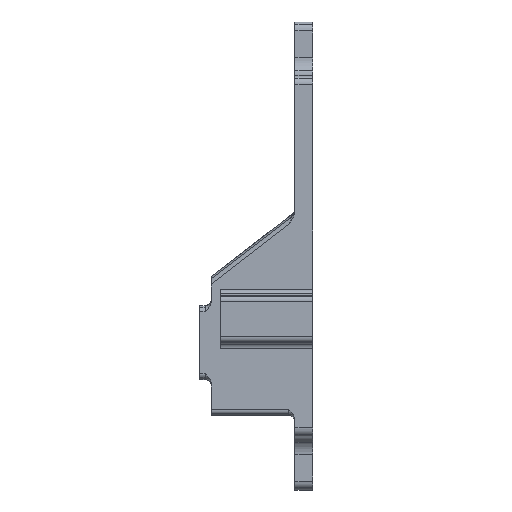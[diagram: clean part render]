
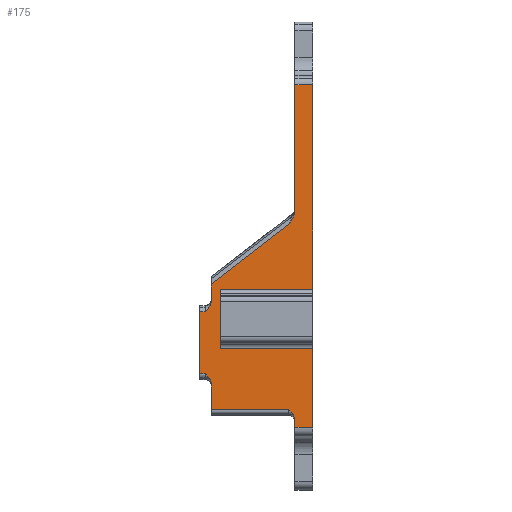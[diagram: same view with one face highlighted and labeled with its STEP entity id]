
A CAD part, left-side view. The second image highlights one B-rep face of the part: STEP entity #175.
In plain terms, the highlighted planar face has unit normal (-1, 0, 0).
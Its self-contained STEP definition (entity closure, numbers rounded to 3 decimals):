
#175=ADVANCED_FACE('0:20950',(#464),#465,.T.);
#464=FACE_OUTER_BOUND('',#2684,.T.);
#465=PLANE('',#2685);
#2684=EDGE_LOOP('',(#3778,#3779,#3780,#3781,#3782,#3783,#3784,#3785,#3786,#3787,#3788,#3789,#3790,#3791,#3792,#3793,#3794,#3795,#3796,#3797));
#2685=AXIS2_PLACEMENT_3D('',#3798,#3799,#3800);
#3778=ORIENTED_EDGE('',*,*,#4515,.F.);
#3779=ORIENTED_EDGE('',*,*,#4500,.F.);
#3780=ORIENTED_EDGE('',*,*,#4442,.F.);
#3781=ORIENTED_EDGE('',*,*,#4440,.F.);
#3782=ORIENTED_EDGE('',*,*,#4438,.F.);
#3783=ORIENTED_EDGE('',*,*,#4436,.F.);
#3784=ORIENTED_EDGE('',*,*,#4434,.F.);
#3785=ORIENTED_EDGE('',*,*,#4432,.F.);
#3786=ORIENTED_EDGE('',*,*,#4430,.T.);
#3787=ORIENTED_EDGE('',*,*,#4429,.F.);
#3788=ORIENTED_EDGE('',*,*,#4426,.F.);
#3789=ORIENTED_EDGE('',*,*,#4513,.F.);
#3790=ORIENTED_EDGE('',*,*,#4516,.F.);
#3791=ORIENTED_EDGE('',*,*,#4517,.F.);
#3792=ORIENTED_EDGE('',*,*,#4463,.T.);
#3793=ORIENTED_EDGE('',*,*,#4423,.F.);
#3794=ORIENTED_EDGE('',*,*,#4421,.T.);
#3795=ORIENTED_EDGE('',*,*,#4419,.F.);
#3796=ORIENTED_EDGE('',*,*,#4462,.T.);
#3797=ORIENTED_EDGE('',*,*,#4195,.F.);
#3798=CARTESIAN_POINT('',(0.5,-32.99,39.25));
#3799=DIRECTION('',(-1.0,-0.0,0.0));
#3800=DIRECTION('',(0.0,-0.0,-1.0));
#4195=EDGE_CURVE('0:21658',#4728,#4730,#4731,.T.);
#4419=EDGE_CURVE('0:21391',#5107,#5109,#5110,.T.);
#4421=EDGE_CURVE('0:21394',#5112,#5109,#5113,.F.);
#4423=EDGE_CURVE('0:21400',#5112,#5115,#5116,.T.);
#4426=EDGE_CURVE('0:21409',#5118,#5120,#5121,.T.);
#4429=EDGE_CURVE('0:21418',#5120,#5123,#5125,.F.);
#4430=EDGE_CURVE('0:21421',#5126,#5123,#5127,.F.);
#4432=EDGE_CURVE('0:21427',#5126,#5129,#5130,.T.);
#4434=EDGE_CURVE('0:21433',#5129,#5132,#5133,.F.);
#4436=EDGE_CURVE('0:21442',#5132,#5135,#5136,.T.);
#4438=EDGE_CURVE('0:21445',#5135,#5138,#5139,.T.);
#4440=EDGE_CURVE('0:21454',#5138,#5141,#5142,.F.);
#4442=EDGE_CURVE('0:21460',#5141,#5144,#5145,.T.);
#4462=EDGE_CURVE('0:21523',#5107,#4730,#5173,.F.);
#4463=EDGE_CURVE('0:21526',#5174,#5115,#5175,.F.);
#4500=EDGE_CURVE('0:21661',#5144,#5225,#5226,.T.);
#4513=EDGE_CURVE('0:21700',#5245,#5118,#5246,.T.);
#4515=EDGE_CURVE('0:21706',#5225,#4728,#5248,.T.);
#4516=EDGE_CURVE('0:21709',#5249,#5245,#5250,.T.);
#4517=EDGE_CURVE('0:21712',#5174,#5249,#5251,.T.);
#4728=VERTEX_POINT('',#5529);
#4730=VERTEX_POINT('',#5531);
#4731=LINE('',#5532,#5533);
#5107=VERTEX_POINT('',#6112);
#5109=VERTEX_POINT('',#6114);
#5110=LINE('',#6115,#6116);
#5112=VERTEX_POINT('',#6118);
#5113=LINE('',#6119,#6120);
#5115=VERTEX_POINT('',#6122);
#5116=LINE('',#6123,#6124);
#5118=VERTEX_POINT('',#6126);
#5120=VERTEX_POINT('',#6128);
#5121=LINE('',#6129,#6130);
#5123=VERTEX_POINT('',#6132);
#5125=LINE('',#6134,#6135);
#5126=VERTEX_POINT('',#6136);
#5127=B_SPLINE_CURVE_WITH_KNOTS('',3,(#6137,#6138,#6139,#6140,#6141,#6142,#6143,#6144,#6145,#6146,#6147,#6148,#6149,#6150,#6151,#6152),.UNSPECIFIED.,.F.,.F.,(4,3,3,3,3,4),(0.005,0.006,0.006,0.007,0.007,0.007),.UNSPECIFIED.);
#5129=VERTEX_POINT('',#6154);
#5130=LINE('',#6155,#6156);
#5132=VERTEX_POINT('',#6158);
#5133=LINE('',#6159,#6160);
#5135=VERTEX_POINT('',#6162);
#5136=LINE('',#6163,#6164);
#5138=VERTEX_POINT('',#6166);
#5139=B_SPLINE_CURVE_WITH_KNOTS('',3,(#6167,#6168,#6169,#6170,#6171,#6172,#6173,#6174,#6175,#6176,#6177,#6178,#6179,#6180,#6181,#6182),.UNSPECIFIED.,.F.,.F.,(4,3,3,3,3,4),(0.0,0.,0.001,0.001,0.002,0.002),.UNSPECIFIED.);
#5141=VERTEX_POINT('',#6184);
#5142=LINE('',#6185,#6186);
#5144=VERTEX_POINT('',#6188);
#5145=LINE('',#6189,#6190);
#5173=LINE('',#6242,#6243);
#5174=VERTEX_POINT('',#6244);
#5175=LINE('',#6245,#6246);
#5225=VERTEX_POINT('',#6318);
#5226=B_SPLINE_CURVE_WITH_KNOTS('',3,(#6319,#6320,#6321,#6322,#6323,#6324,#6325,#6326),.UNSPECIFIED.,.F.,.F.,(4,2,2,4),(0.,0.0,0.002,0.003),.UNSPECIFIED.);
#5245=VERTEX_POINT('',#6395);
#5246=B_SPLINE_CURVE_WITH_KNOTS('',3,(#6396,#6397,#6398,#6399,#6400,#6401,#6402,#6403,#6404,#6405,#6406,#6407,#6408,#6409,#6410,#6411),.UNSPECIFIED.,.F.,.F.,(4,3,3,3,3,4),(0.005,0.006,0.006,0.007,0.007,0.007),.UNSPECIFIED.);
#5248=LINE('',#6413,#6414);
#5249=VERTEX_POINT('',#6415);
#5250=LINE('',#6416,#6417);
#5251=LINE('',#6418,#6419);
#5529=CARTESIAN_POINT('',(0.5,-32.99,68.0));
#5531=CARTESIAN_POINT('',(0.5,-35.99,68.0));
#5532=CARTESIAN_POINT('',(0.5,-32.99,68.0));
#5533=VECTOR('',#6664,1.0);
#6112=CARTESIAN_POINT('',(0.5,-35.99,33.75));
#6114=CARTESIAN_POINT('',(0.5,-20.56,33.75));
#6115=CARTESIAN_POINT('',(0.5,-34.74,33.75));
#6116=VECTOR('',#7106,1.0);
#6118=CARTESIAN_POINT('',(0.5,-20.56,23.75));
#6119=CARTESIAN_POINT('',(0.5,-20.56,39.25));
#6120=VECTOR('',#7110,1.0);
#6122=CARTESIAN_POINT('',(0.5,-35.99,23.75));
#6123=CARTESIAN_POINT('',(0.5,-34.74,23.75));
#6124=VECTOR('',#7114,1.0);
#6126=CARTESIAN_POINT('',(0.5,-31.99,13.55));
#6128=CARTESIAN_POINT('',(0.5,-18.99,13.55));
#6129=CARTESIAN_POINT('',(0.5,-32.99,13.55));
#6130=VECTOR('',#7121,1.0);
#6132=CARTESIAN_POINT('',(0.5,-18.99,17.868));
#6134=CARTESIAN_POINT('',(0.5,-18.99,48.25));
#6135=VECTOR('',#7128,1.0);
#6136=CARTESIAN_POINT('',(0.5,-17.99,19.6));
#6137=CARTESIAN_POINT('',(0.5,-18.99,17.868));
#6138=CARTESIAN_POINT('',(0.5,-18.99,18.047));
#6139=CARTESIAN_POINT('',(0.5,-18.949,18.246));
#6140=CARTESIAN_POINT('',(0.5,-18.879,18.426));
#6141=CARTESIAN_POINT('',(0.5,-18.843,18.518));
#6142=CARTESIAN_POINT('',(0.5,-18.801,18.604));
#6143=CARTESIAN_POINT('',(0.5,-18.754,18.686));
#6144=CARTESIAN_POINT('',(0.5,-18.62,18.922));
#6145=CARTESIAN_POINT('',(0.5,-18.424,19.154));
#6146=CARTESIAN_POINT('',(0.5,-18.224,19.363));
#6147=CARTESIAN_POINT('',(0.5,-18.147,19.443));
#6148=CARTESIAN_POINT('',(0.5,-18.07,19.52));
#6149=CARTESIAN_POINT('',(0.5,-17.996,19.594));
#6150=CARTESIAN_POINT('',(0.5,-17.994,19.596));
#6151=CARTESIAN_POINT('',(0.5,-17.992,19.598));
#6152=CARTESIAN_POINT('',(0.5,-17.99,19.6));
#6154=CARTESIAN_POINT('',(0.5,-16.99,19.6));
#6155=CARTESIAN_POINT('',(0.5,-25.99,19.6));
#6156=VECTOR('',#7132,1.0);
#6158=CARTESIAN_POINT('',(0.5,-16.99,30.0));
#6159=CARTESIAN_POINT('',(0.5,-16.99,48.25));
#6160=VECTOR('',#7136,1.0);
#6162=CARTESIAN_POINT('',(0.5,-17.99,30.0));
#6163=CARTESIAN_POINT('',(0.5,-25.99,30.0));
#6164=VECTOR('',#7140,1.0);
#6166=CARTESIAN_POINT('',(0.5,-18.99,31.732));
#6167=CARTESIAN_POINT('',(0.5,-17.99,30.0));
#6168=CARTESIAN_POINT('',(0.5,-17.992,30.002));
#6169=CARTESIAN_POINT('',(0.5,-17.994,30.004));
#6170=CARTESIAN_POINT('',(0.5,-17.996,30.006));
#6171=CARTESIAN_POINT('',(0.5,-18.224,30.234));
#6172=CARTESIAN_POINT('',(0.5,-18.488,30.501));
#6173=CARTESIAN_POINT('',(0.5,-18.674,30.783));
#6174=CARTESIAN_POINT('',(0.5,-18.746,30.893));
#6175=CARTESIAN_POINT('',(0.5,-18.806,31.001));
#6176=CARTESIAN_POINT('',(0.5,-18.859,31.124));
#6177=CARTESIAN_POINT('',(0.5,-18.934,31.301));
#6178=CARTESIAN_POINT('',(0.5,-18.983,31.502));
#6179=CARTESIAN_POINT('',(0.5,-18.989,31.686));
#6180=CARTESIAN_POINT('',(0.5,-18.99,31.701));
#6181=CARTESIAN_POINT('',(0.5,-18.99,31.717));
#6182=CARTESIAN_POINT('',(0.5,-18.99,31.732));
#6184=CARTESIAN_POINT('',(0.5,-18.99,34.614));
#6185=CARTESIAN_POINT('',(0.5,-18.99,48.25));
#6186=VECTOR('',#7147,1.0);
#6188=CARTESIAN_POINT('',(0.5,-31.99,44.6));
#6189=CARTESIAN_POINT('',(0.5,-24.785,39.065));
#6190=VECTOR('',#7151,1.0);
#6242=CARTESIAN_POINT('',(0.5,-35.99,48.25));
#6243=VECTOR('',#7192,1.0);
#6244=CARTESIAN_POINT('',(0.5,-35.99,10.5));
#6245=CARTESIAN_POINT('',(0.5,-35.99,48.25));
#6246=VECTOR('',#7193,1.0);
#6318=CARTESIAN_POINT('',(0.5,-32.99,46.784));
#6319=CARTESIAN_POINT('',(0.5,-31.99,44.6));
#6320=CARTESIAN_POINT('',(0.5,-31.995,44.606));
#6321=CARTESIAN_POINT('',(0.5,-31.999,44.613));
#6322=CARTESIAN_POINT('',(0.5,-32.351,45.132));
#6323=CARTESIAN_POINT('',(0.5,-32.677,45.617));
#6324=CARTESIAN_POINT('',(0.5,-32.936,46.315));
#6325=CARTESIAN_POINT('',(0.5,-32.99,46.548));
#6326=CARTESIAN_POINT('',(0.5,-32.99,46.784));
#6395=CARTESIAN_POINT('',(0.5,-32.99,11.818));
#6396=CARTESIAN_POINT('',(0.5,-32.99,11.818));
#6397=CARTESIAN_POINT('',(0.5,-32.99,11.997));
#6398=CARTESIAN_POINT('',(0.5,-32.949,12.196));
#6399=CARTESIAN_POINT('',(0.5,-32.879,12.376));
#6400=CARTESIAN_POINT('',(0.5,-32.843,12.468));
#6401=CARTESIAN_POINT('',(0.5,-32.801,12.554));
#6402=CARTESIAN_POINT('',(0.5,-32.754,12.636));
#6403=CARTESIAN_POINT('',(0.5,-32.62,12.872));
#6404=CARTESIAN_POINT('',(0.5,-32.424,13.104));
#6405=CARTESIAN_POINT('',(0.5,-32.224,13.313));
#6406=CARTESIAN_POINT('',(0.5,-32.147,13.393));
#6407=CARTESIAN_POINT('',(0.5,-32.07,13.47));
#6408=CARTESIAN_POINT('',(0.5,-31.996,13.544));
#6409=CARTESIAN_POINT('',(0.5,-31.994,13.546));
#6410=CARTESIAN_POINT('',(0.5,-31.992,13.548));
#6411=CARTESIAN_POINT('',(0.5,-31.99,13.55));
#6413=CARTESIAN_POINT('',(0.5,-32.99,48.25));
#6414=VECTOR('',#7282,1.0);
#6415=CARTESIAN_POINT('',(0.5,-32.99,10.5));
#6416=CARTESIAN_POINT('',(0.5,-32.99,48.25));
#6417=VECTOR('',#7283,1.0);
#6418=CARTESIAN_POINT('',(0.5,-32.99,10.5));
#6419=VECTOR('',#7284,1.0);
#6664=DIRECTION('',(0.0,-1.0,0.0));
#7106=DIRECTION('',(0.0,1.0,0.0));
#7110=DIRECTION('',(-0.0,-0.0,-1.0));
#7114=DIRECTION('',(-0.0,-1.0,-0.0));
#7121=DIRECTION('',(0.0,1.0,0.0));
#7128=DIRECTION('',(-0.0,-0.0,-1.0));
#7132=DIRECTION('',(0.0,1.0,0.0));
#7136=DIRECTION('',(-0.0,-0.0,-1.0));
#7140=DIRECTION('',(0.0,-1.0,0.0));
#7147=DIRECTION('',(-0.0,-0.0,-1.0));
#7151=DIRECTION('',(0.0,-0.793,0.609));
#7192=DIRECTION('',(-0.0,-0.0,-1.0));
#7193=DIRECTION('',(-0.0,-0.0,-1.0));
#7282=DIRECTION('',(0.0,0.0,1.0));
#7283=DIRECTION('',(0.0,0.0,1.0));
#7284=DIRECTION('',(0.0,1.0,0.0));
